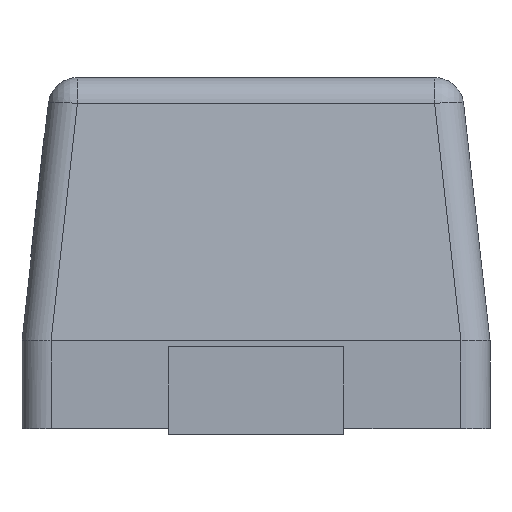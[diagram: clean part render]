
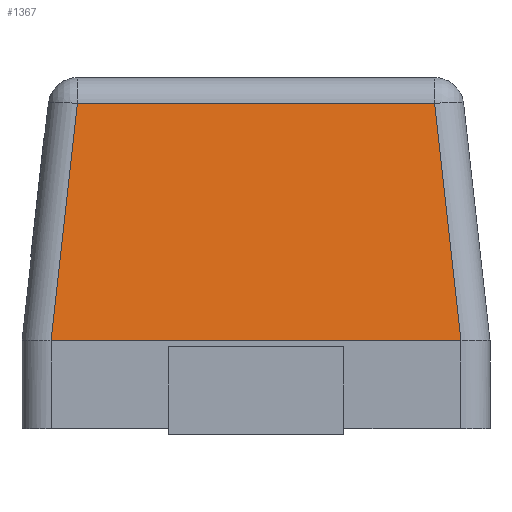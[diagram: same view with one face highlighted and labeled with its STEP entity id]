
A CAD part, left-side view. The second image highlights one B-rep face of the part: STEP entity #1367.
In plain terms, the highlighted planar face has unit normal (-0.994, 0, 0.11).
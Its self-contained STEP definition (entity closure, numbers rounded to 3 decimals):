
#77 = DIRECTION ( 'NONE',  ( 0., -1., 0. ) ) ;
#587 = VERTEX_POINT ( 'NONE', #3021 ) ;
#624 = LINE ( 'NONE', #3926, #7228 ) ;
#753 = EDGE_CURVE ( 'NONE', #587, #11400, #11183, .T. ) ;
#794 = CARTESIAN_POINT ( 'NONE',  ( -0.55, 0., 0.61 ) ) ;
#1036 = CARTESIAN_POINT ( 'NONE',  ( -0.546, 0.297, 0.643 ) ) ;
#1122 = VERTEX_POINT ( 'NONE', #7056 ) ;
#1367 = ADVANCED_FACE ( 'NONE', ( #8715 ), #3668, .F. ) ;
#1629 = CARTESIAN_POINT ( 'NONE',  ( -0.555, 0.305, 0.566 ) ) ;
#1635 = ORIENTED_EDGE ( 'NONE', *, *, #6029, .F. ) ;
#1972 = DIRECTION ( 'NONE',  ( 0., 1., 0. ) ) ;
#2042 = CARTESIAN_POINT ( 'NONE',  ( -0.6, -0.4, 0.16 ) ) ;
#2674 = DIRECTION ( 'NONE',  ( -0.11, 0.11, -0.988 ) ) ;
#2936 = VERTEX_POINT ( 'NONE', #11672 ) ;
#3021 = CARTESIAN_POINT ( 'NONE',  ( -0.555, -0.305, 0.566 ) ) ;
#3037 = VECTOR ( 'NONE', #5946, 1000. ) ;
#3668 = PLANE ( 'NONE',  #12576 ) ;
#3849 = VECTOR ( 'NONE', #2674, 1000. ) ;
#3851 = EDGE_CURVE ( 'NONE', #10880, #587, #5377, .T. ) ;
#3926 = CARTESIAN_POINT ( 'NONE',  ( -0.6, -0.4, 0.16 ) ) ;
#3949 = LINE ( 'NONE', #2042, #3037 ) ;
#4537 = LINE ( 'NONE', #1036, #3849 ) ;
#4720 = DIRECTION ( 'NONE',  ( 0.994, 0., -0.11 ) ) ;
#5377 = LINE ( 'NONE', #12114, #7340 ) ;
#5468 = DIRECTION ( 'NONE',  ( 0., 1., 0. ) ) ;
#5699 = EDGE_CURVE ( 'NONE', #10880, #2936, #3949, .T. ) ;
#5779 = EDGE_CURVE ( 'NONE', #11400, #10570, #4537, .T. ) ;
#5946 = DIRECTION ( 'NONE',  ( 0., 1., 0. ) ) ;
#6029 = EDGE_CURVE ( 'NONE', #2936, #1122, #11385, .T. ) ;
#6293 = CARTESIAN_POINT ( 'NONE',  ( -0.555, 0.35, 0.566 ) ) ;
#7056 = CARTESIAN_POINT ( 'NONE',  ( -0.6, 0.35, 0.16 ) ) ;
#7228 = VECTOR ( 'NONE', #1972, 1000. ) ;
#7340 = VECTOR ( 'NONE', #9201, 1000. ) ;
#7411 = CARTESIAN_POINT ( 'NONE',  ( -0.6, -0.35, 0.16 ) ) ;
#7675 = EDGE_CURVE ( 'NONE', #1122, #10570, #624, .T. ) ;
#8121 = CARTESIAN_POINT ( 'NONE',  ( -0.6, 0.35, 0.16 ) ) ;
#8306 = DIRECTION ( 'NONE',  ( 0., 1., 0. ) ) ;
#8549 = ORIENTED_EDGE ( 'NONE', *, *, #5779, .T. ) ;
#8715 = FACE_OUTER_BOUND ( 'NONE', #12176, .T. ) ;
#9036 = ORIENTED_EDGE ( 'NONE', *, *, #5699, .F. ) ;
#9201 = DIRECTION ( 'NONE',  ( 0.11, 0.11, 0.988 ) ) ;
#10147 = ORIENTED_EDGE ( 'NONE', *, *, #753, .T. ) ;
#10570 = VERTEX_POINT ( 'NONE', #8121 ) ;
#10880 = VERTEX_POINT ( 'NONE', #7411 ) ;
#11183 = LINE ( 'NONE', #6293, #11726 ) ;
#11311 = CARTESIAN_POINT ( 'NONE',  ( -0.6, -0.4, 0.16 ) ) ;
#11385 = LINE ( 'NONE', #11311, #11864 ) ;
#11392 = ORIENTED_EDGE ( 'NONE', *, *, #3851, .T. ) ;
#11400 = VERTEX_POINT ( 'NONE', #1629 ) ;
#11672 = CARTESIAN_POINT ( 'NONE',  ( -0.6, -0.35, 0.16 ) ) ;
#11726 = VECTOR ( 'NONE', #8306, 1000. ) ;
#11864 = VECTOR ( 'NONE', #5468, 1000. ) ;
#11867 = ORIENTED_EDGE ( 'NONE', *, *, #7675, .F. ) ;
#12114 = CARTESIAN_POINT ( 'NONE',  ( -0.546, -0.297, 0.643 ) ) ;
#12176 = EDGE_LOOP ( 'NONE', ( #10147, #8549, #11867, #1635, #9036, #11392 ) ) ;
#12576 = AXIS2_PLACEMENT_3D ( 'NONE', #794, #4720, #77 ) ;
